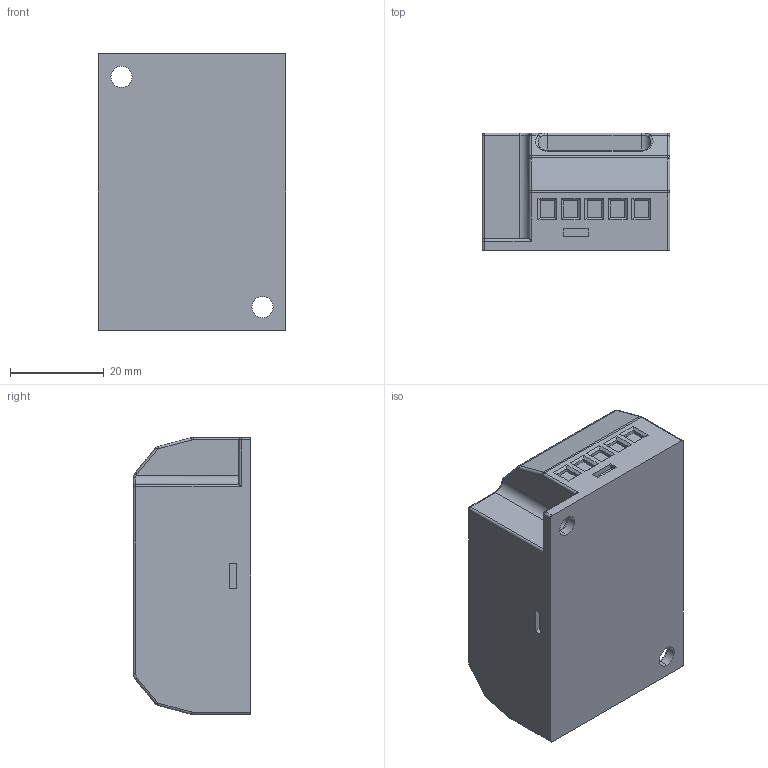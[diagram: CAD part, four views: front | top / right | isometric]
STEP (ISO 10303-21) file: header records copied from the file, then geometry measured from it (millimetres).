
FILE_DESCRIPTION (( 'STEP AP214' ), '1' );
FILE_NAME ('3D_MLPC1-230L-VDL.STEP', '2021-06-15T13:19:20', ( '' ), ( '' ), 'SwSTEP 2.0', 'SolidWorks 2021', '' );
FILE_SCHEMA (( 'AUTOMOTIVE_DESIGN' ));
Length unit declared in the file: millimetre
Products named in the file (1): 3D_MLPC1-230L-VDL
Bounding box: 40 x 25 x 59 mm (x, y, z)
Volume: 51299.2 mm3; surface area: 10192.2 mm2
Topology: 1 solids, 1 shells, 338 faces, 800 edges, 494 vertices
Faces by surface type: plane 192, cylinder 84, torus 48, bspline 10, sphere 4
Entity records: 10438 total; most frequent: CARTESIAN_POINT 2595, DIRECTION 1656, ORIENTED_EDGE 1592, EDGE_CURVE 796, AXIS2_PLACEMENT_3D 595, VERTEX_POINT 494, LINE 466, VECTOR 466
